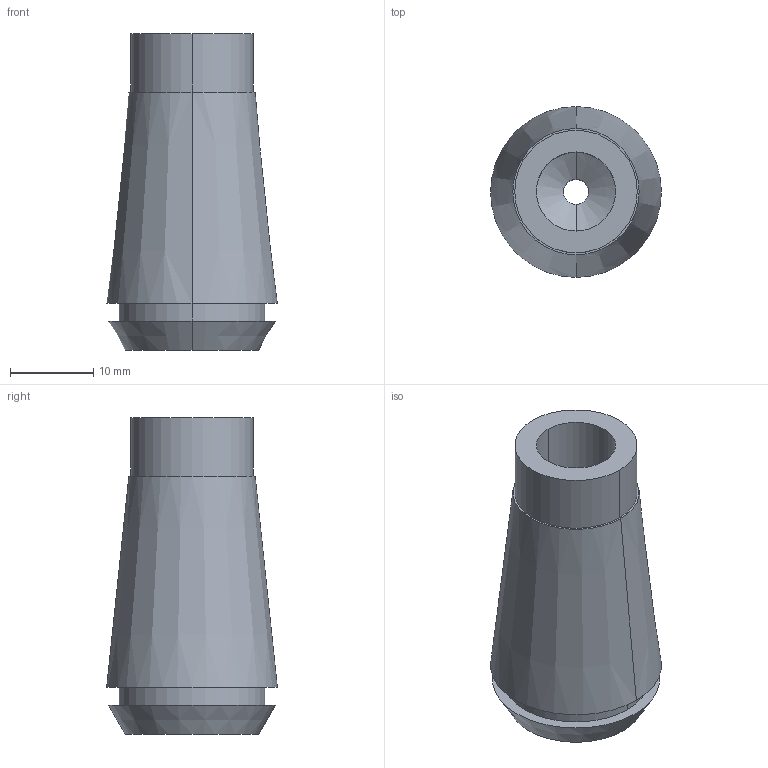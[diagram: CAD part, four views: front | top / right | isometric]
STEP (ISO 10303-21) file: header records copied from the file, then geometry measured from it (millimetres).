
FILE_DESCRIPTION((''),'2;1');
FILE_NAME('NBC13-3EAA','2020-07-15T',('ykawabe'),(''),'CREO PARAMETRIC BY PTC INC, 2016380','CREO PARAMETRIC BY PTC INC, 2016380','');
FILE_SCHEMA(('AUTOMOTIVE_DESIGN { 1 0 10303 214 1 1 1 1 }'));
Length unit declared in the file: millimetre
Products named in the file (1): NBC13-3EAA
Bounding box: 20.5 x 20.5 x 38 mm (x, y, z)
Volume: 7569.7 mm3; surface area: 3330.3 mm2
Topology: 1 solids, 1 shells, 19 faces, 38 edges, 24 vertices
Faces by surface type: cylinder 8, cone 6, plane 5
Entity records: 789 total; most frequent: DIRECTION 110, CARTESIAN_POINT 88, ORIENTED_EDGE 76, AXIS2_PLACEMENT_3D 48, PRESENTATION_STYLE_ASSIGNMENT 43, STYLED_ITEM 43, CURVE_STYLE 42, EDGE_CURVE 38
